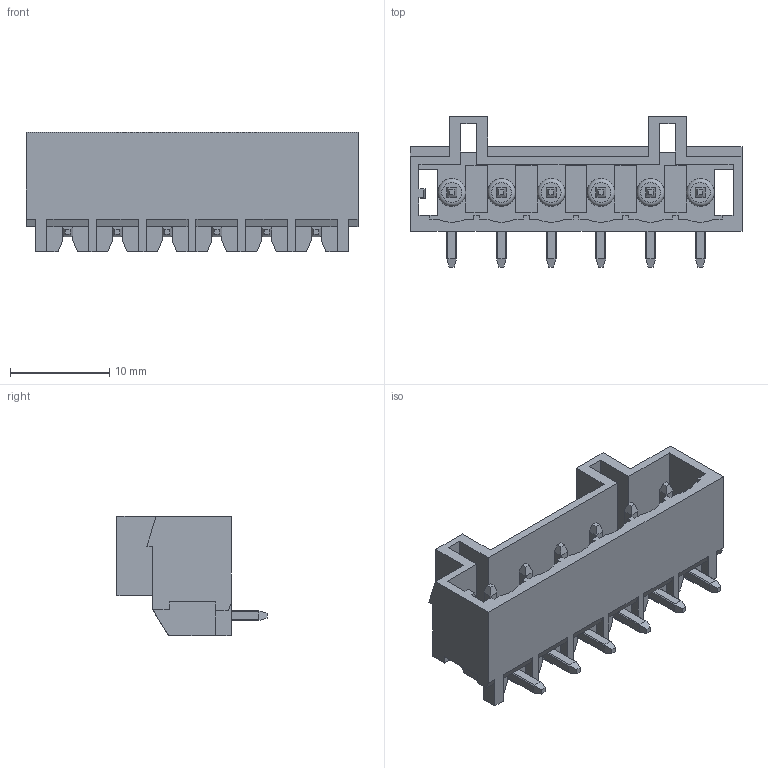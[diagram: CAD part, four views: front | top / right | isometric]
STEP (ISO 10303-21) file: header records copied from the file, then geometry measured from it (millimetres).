
FILE_DESCRIPTION( ( 'Unknown' ), '1' );
FILE_NAME( '691370710006B.stp', 'Unknown', ( 'Unknown' ), ( 'Unknown' ), 'PSStep 19.0.9', 'Unknown', ' ' );
FILE_SCHEMA( ( 'AUTOMOTIVE_DESIGN { 1 0 10303 214 1 1 1 1 }' ) );
Length unit declared in the file: millimetre
Products named in the file (3): Assem1; 6913707100xxB_PIN; 691370710006B
Assembly tree (7 placements, depth 2):
  Assem1
    6913707100xxB_PIN  x6
    691370710006B
Bounding box: 33.4 x 15.1 x 12 mm (x, y, z)
Volume: 1386.3 mm3; surface area: 3188.4 mm2
Topology: 7 solids, 7 shells, 388 faces, 1123 edges, 726 vertices
Faces by surface type: plane 352, cylinder 18, cone 12, torus 6
Full cylindrical faces by diameter (mm): 2.8 x6
Entity records: 10552 total; most frequent: CARTESIAN_POINT 1521, ORIENTED_EDGE 1520, DIRECTION 1322, EDGE_CURVE 760, LINE 720, VECTOR 720, VERTEX_POINT 500, AXIS2_PLACEMENT_3D 301
